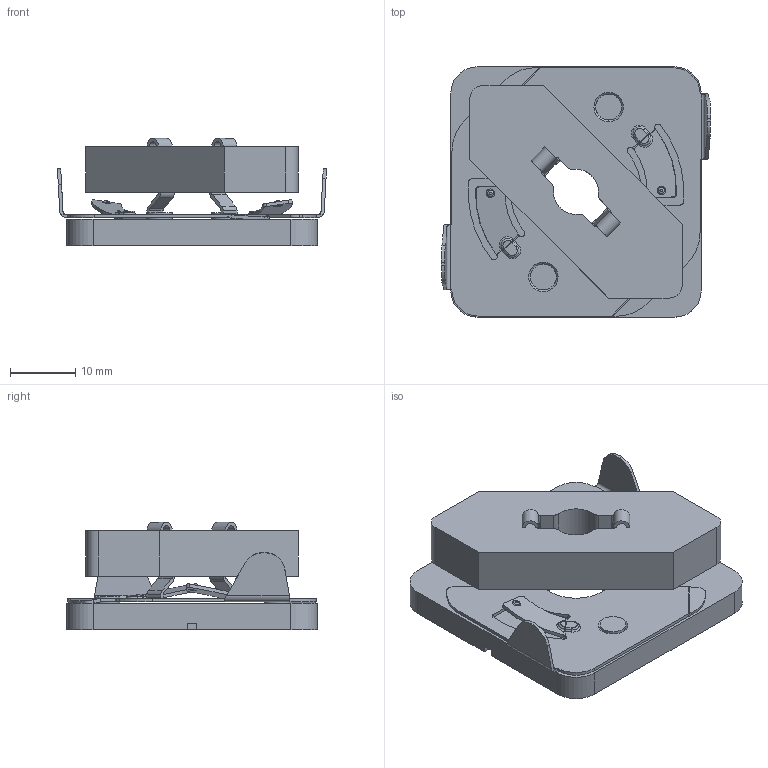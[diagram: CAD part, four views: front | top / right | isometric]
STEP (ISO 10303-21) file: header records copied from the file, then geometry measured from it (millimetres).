
FILE_DESCRIPTION((''),'2;1');
FILE_NAME('120866.stp','2010-08-06T13:28:17',('DMK009'),(''),'Autodesk Inventor 2010','Autodesk Inventor 2010','');
FILE_SCHEMA(('AUTOMOTIVE_DESIGN { 1 0 10303 214 1 1 1 1 }'));
Length unit declared in the file: millimetre
Products named in the file (1): 120866
Bounding box: 41.19 x 38.3 x 16.4 mm (x, y, z)
Volume: 9925 mm3; surface area: 8214.3 mm2
Topology: 1 solids, 1 shells, 298 faces, 774 edges, 482 vertices
Faces by surface type: plane 112, cylinder 110, bspline 64, torus 10, cone 2
Full cylindrical faces by diameter (mm): 3.95 x4, 4 x2, 10.5 x1, 11 x1
Entity records: 12232 total; most frequent: CARTESIAN_POINT 5173, ORIENTED_EDGE 1512, DIRECTION 1352, EDGE_CURVE 756, VERTEX_POINT 482, AXIS2_PLACEMENT_3D 481, VECTOR 390, LINE 390
